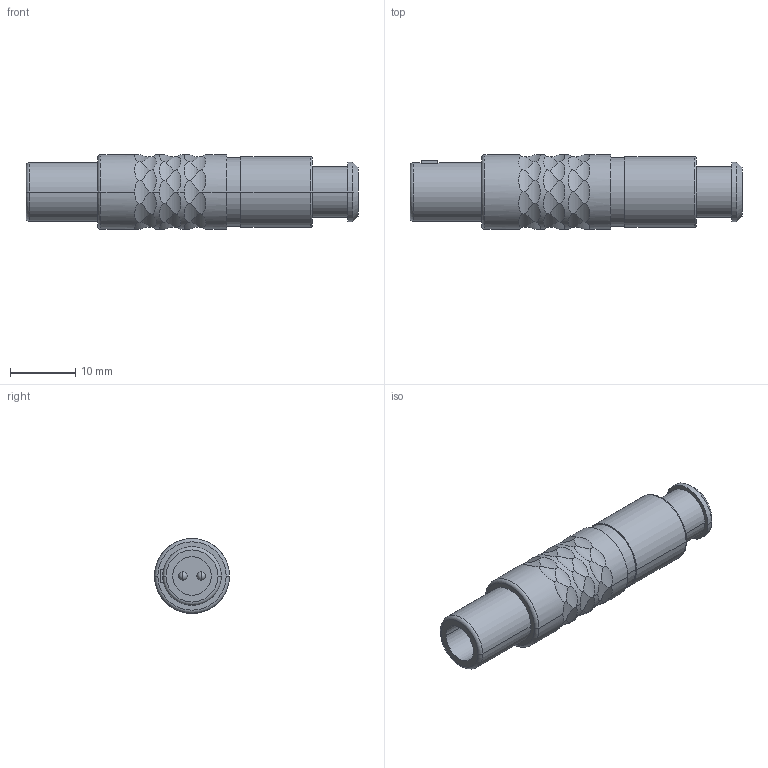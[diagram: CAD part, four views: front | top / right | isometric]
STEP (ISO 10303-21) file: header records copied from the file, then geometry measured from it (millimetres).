
FILE_DESCRIPTION((''),'2;1');
FILE_NAME('S21L0C-P02M','2022-03-30T07:07:13',('RTrager'),(''),'CREO PARAMETRIC BY PTC INC, 2020184','CREO PARAMETRIC BY PTC INC, 2020184','');
FILE_SCHEMA(('AP242_MANAGED_MODEL_BASED_3D_ENGINEERING_MIM_LF { 1 0 10303 442 1 1 4 }'));
Length unit declared in the file: millimetre
Products named in the file (1): S21L0C-P02M
Bounding box: 51 x 11.5 x 11.5 mm (x, y, z)
Volume: 3254.6 mm3; surface area: 2708.6 mm2
Topology: 1 solids, 1 shells, 146 faces, 377 edges, 242 vertices
Faces by surface type: cylinder 104, plane 24, torus 8, bspline 4, sphere 4, cone 2
Entity records: 7957 total; most frequent: CARTESIAN_POINT 3701, ORIENTED_EDGE 746, DIRECTION 541, EDGE_CURVE 373, VERTEX_POINT 242, AXIS2_PLACEMENT_3D 232, B_SPLINE_CURVE_WITH_KNOTS 206, EDGE_LOOP 159
